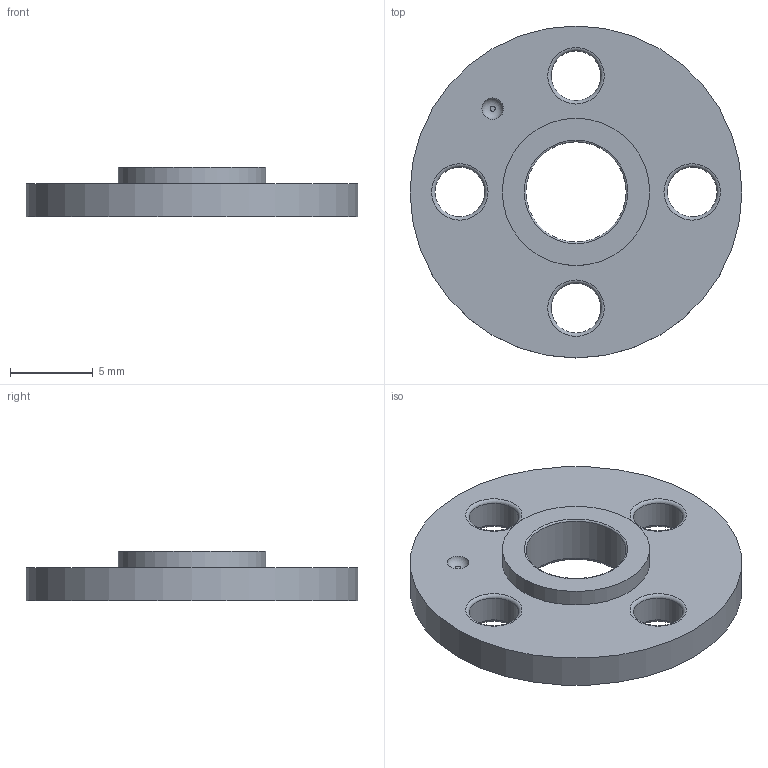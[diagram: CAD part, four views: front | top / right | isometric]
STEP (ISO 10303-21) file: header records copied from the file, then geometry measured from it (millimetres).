
FILE_DESCRIPTION(/* description */ (''),/* implementation_level */ '2;1');
FILE_NAME(/* name */ 'SR319-SERVO-WHEEL.stp',/* time_stamp */ '2018-06-17T16:03:34-07:00',/* author */ (''),/* organization */ (''),/* preprocessor_version */ 'ST-DEVELOPER v14.6',/* originating_system */ '',/* authorisation */ '');
FILE_SCHEMA (('AUTOMOTIVE_DESIGN { 1 2 10303 214 1 1 1 1 }'));
Length unit declared in the file: centimetre
Products named in the file (1): 1234-K789
Bounding box: 20 x 20 x 3 mm (x, y, z)
Volume: 546.5 mm3; surface area: 792.3 mm2
Topology: 1 solids, 1 shells, 22 faces, 45 edges, 27 vertices
Faces by surface type: torus 11, cylinder 7, plane 4
Full cylindrical faces by diameter (mm): 3 x4, 6.04 x1, 8.88 x1, 20 x1
Entity records: 515 total; most frequent: DIRECTION 98, CARTESIAN_POINT 75, EDGE_LOOP 52, ORIENTED_EDGE 52, AXIS2_PLACEMENT_3D 49, FACE_BOUND 32, CIRCLE 26, VERTEX_POINT 26
